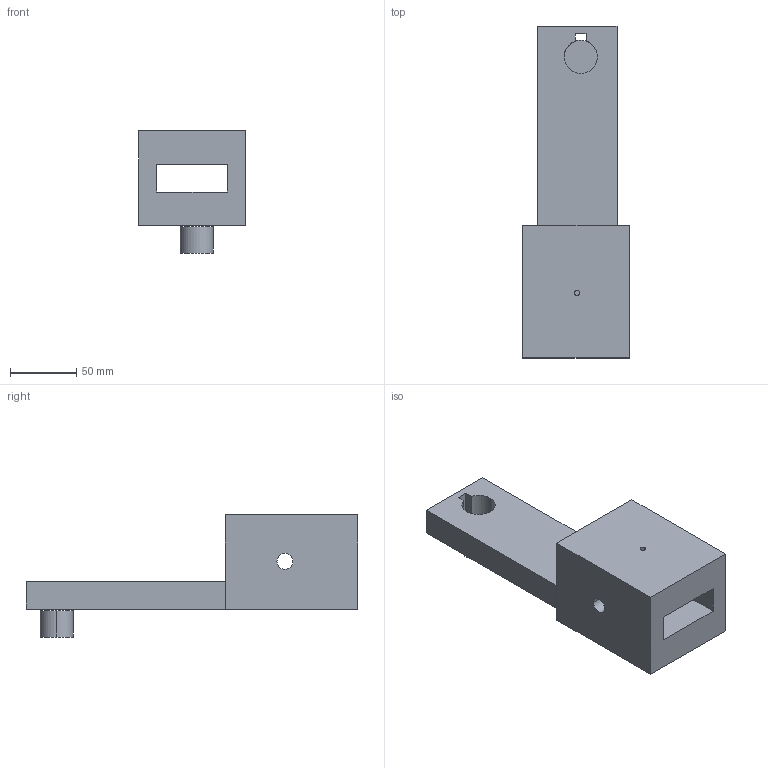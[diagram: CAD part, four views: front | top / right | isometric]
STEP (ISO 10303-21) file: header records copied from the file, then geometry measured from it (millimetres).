
FILE_DESCRIPTION (( 'STEP AP203' ), '1' );
FILE_NAME ('uppper link 2_Default_sldprt.STEP', '2022-10-20T05:27:24', ( 'Windows User' ), ( '' ), 'SwSTEP 2.0', 'SolidWorks 2021', '' );
FILE_SCHEMA (( 'CONFIG_CONTROL_DESIGN' ));
Length unit declared in the file: millimetre
Products named in the file (1): uppper link 2_Default_sldprt
Bounding box: 80 x 250 x 92 mm (x, y, z)
Volume: 640963 mm3; surface area: 82659.9 mm2
Topology: 2 solids, 2 shells, 32 faces, 84 edges, 56 vertices
Faces by surface type: plane 21, cylinder 11
Entity records: 1085 total; most frequent: CARTESIAN_POINT 173, DIRECTION 172, ORIENTED_EDGE 168, EDGE_CURVE 84, LINE 62, VECTOR 62, VERTEX_POINT 56, AXIS2_PLACEMENT_3D 55
